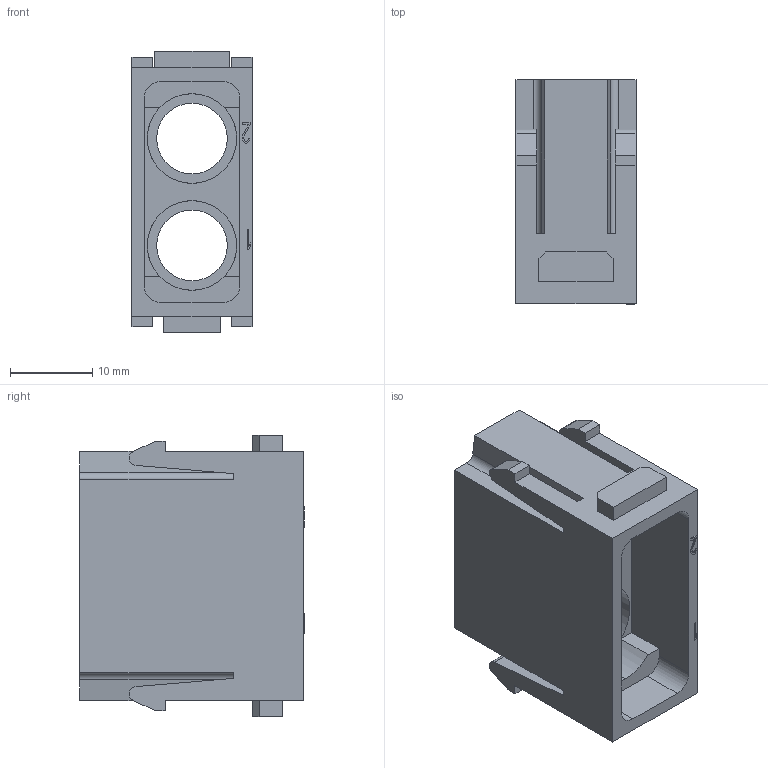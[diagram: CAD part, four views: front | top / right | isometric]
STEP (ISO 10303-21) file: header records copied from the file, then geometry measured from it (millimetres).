
FILE_DESCRIPTION((''),'2;1');
FILE_NAME('HMP-002','2017-06-16T',('tl.yang'),(''),'PRO/ENGINEER BY PARAMETRIC TECHNOLOGY CORPORATION, 2011500','PRO/ENGINEER BY PARAMETRIC TECHNOLOGY CORPORATION, 2011500','');
FILE_SCHEMA(('CONFIG_CONTROL_DESIGN'));
Length unit declared in the file: millimetre
Products named in the file (1): HMP-002
Bounding box: 14.6 x 27.3 x 34.2 mm (x, y, z)
Volume: 5745.1 mm3; surface area: 5469.6 mm2
Topology: 1 solids, 1 shells, 165 faces, 462 edges, 308 vertices
Faces by surface type: plane 141, cylinder 24
Entity records: 5294 total; most frequent: CARTESIAN_POINT 935, ORIENTED_EDGE 924, DIRECTION 844, EDGE_CURVE 462, VECTOR 410, LINE 410, VERTEX_POINT 308, AXIS2_PLACEMENT_3D 217
